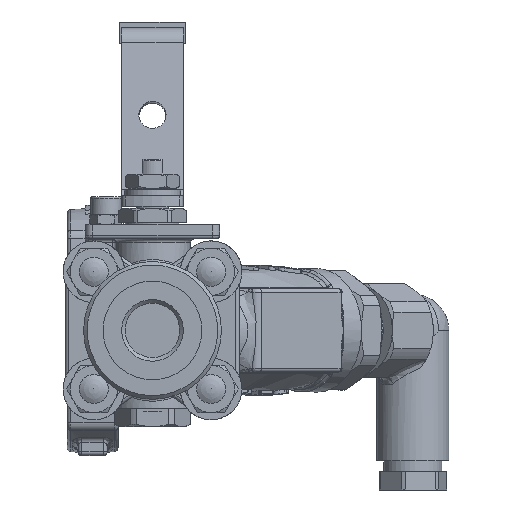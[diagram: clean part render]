
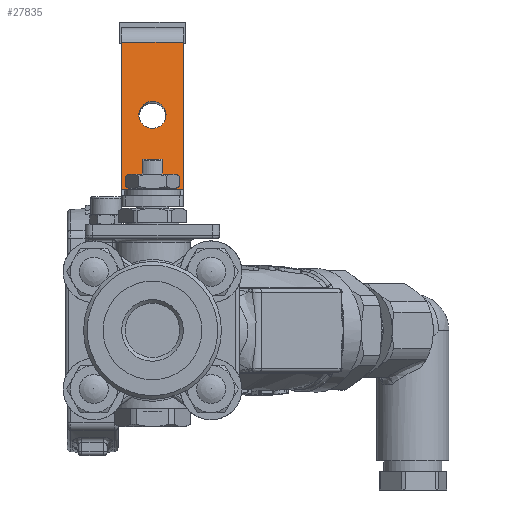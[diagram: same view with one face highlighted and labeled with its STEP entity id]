
A CAD part, left-side view. The second image highlights one B-rep face of the part: STEP entity #27835.
In plain terms, the highlighted planar face has unit normal (-0.985, 0, 0.174).
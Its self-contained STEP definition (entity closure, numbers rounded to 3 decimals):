
#2764=FACE_BOUND('',#5576,.T.);
#2967=PLANE('',#29883);
#3783=FACE_OUTER_BOUND('',#5575,.T.);
#5575=EDGE_LOOP('',(#19558,#19559,#19560,#19561));
#5576=EDGE_LOOP('',(#19562));
#7366=LINE('',#42803,#8743);
#7369=LINE('',#42836,#8746);
#7371=LINE('',#42840,#8748);
#7372=LINE('',#42841,#8749);
#8743=VECTOR('',#33795,10.);
#8746=VECTOR('',#33808,10.);
#8748=VECTOR('',#33812,10.);
#8749=VECTOR('',#33813,10.);
#10213=CIRCLE('',#29884,3.75);
#11751=VERTEX_POINT('',#42800);
#11752=VERTEX_POINT('',#42802);
#11758=VERTEX_POINT('',#42834);
#11759=VERTEX_POINT('',#42839);
#11760=VERTEX_POINT('',#42842);
#14672=EDGE_CURVE('',#11751,#11752,#7366,.T.);
#14680=EDGE_CURVE('',#11758,#11751,#7369,.T.);
#14682=EDGE_CURVE('',#11759,#11758,#7371,.T.);
#14683=EDGE_CURVE('',#11752,#11759,#7372,.T.);
#14684=EDGE_CURVE('',#11760,#11760,#10213,.T.);
#19558=ORIENTED_EDGE('',*,*,#14680,.F.);
#19559=ORIENTED_EDGE('',*,*,#14682,.F.);
#19560=ORIENTED_EDGE('',*,*,#14683,.F.);
#19561=ORIENTED_EDGE('',*,*,#14672,.F.);
#19562=ORIENTED_EDGE('',*,*,#14684,.T.);
#27835=ADVANCED_FACE('',(#3783,#2764),#2967,.T.);
#29883=AXIS2_PLACEMENT_3D('',#42838,#33810,#33811);
#29884=AXIS2_PLACEMENT_3D('',#42843,#33814,#33815);
#33795=DIRECTION('',(0.174,0.,0.985));
#33808=DIRECTION('',(0.,1.,0.));
#33810=DIRECTION('center_axis',(-0.985,0.,
0.174));
#33811=DIRECTION('ref_axis',(0.174,0.,0.985));
#33812=DIRECTION('',(-0.174,0.,-0.985));
#33813=DIRECTION('',(0.,-1.,0.));
#33814=DIRECTION('center_axis',(0.985,0.,
-0.174));
#33815=DIRECTION('ref_axis',(-0.174,0.,-0.985));
#42800=CARTESIAN_POINT('',(-51.594,27.333,37.236));
#42802=CARTESIAN_POINT('',(-44.433,27.333,77.851));
#42803=CARTESIAN_POINT('',(-51.886,27.333,35.583));
#42834=CARTESIAN_POINT('',(-51.594,10.333,37.236));
#42836=CARTESIAN_POINT('',(-51.594,18.833,37.236));
#42838=CARTESIAN_POINT('Origin',(-51.886,18.833,35.583));
#42839=CARTESIAN_POINT('',(-44.433,10.333,77.851));
#42840=CARTESIAN_POINT('',(-51.886,10.333,35.583));
#42841=CARTESIAN_POINT('',(-44.433,18.833,77.851));
#42842=CARTESIAN_POINT('',(-47.303,18.833,61.576));
#42843=CARTESIAN_POINT('Origin',(-47.954,18.833,57.883));
